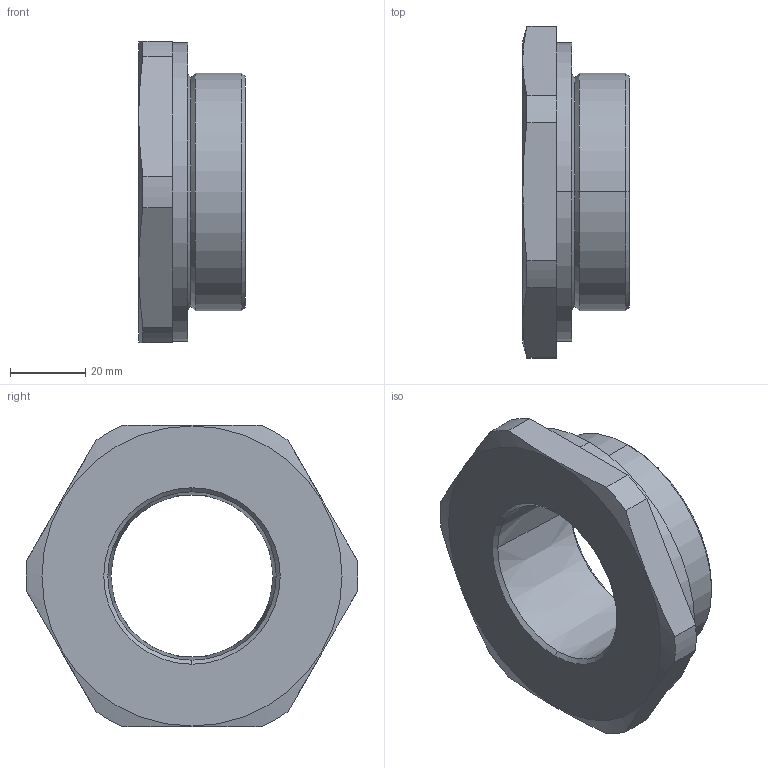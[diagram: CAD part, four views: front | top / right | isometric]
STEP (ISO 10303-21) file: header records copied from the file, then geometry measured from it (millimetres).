
FILE_DESCRIPTION (( 'STEP AP203' ), '1' );
FILE_NAME ('737DRM7T5.STEP', '2018-07-12T10:08:22', ( '' ), ( '' ), 'SwSTEP 2.0', 'SolidWorks 2017', '' );
FILE_SCHEMA (( 'CONFIG_CONTROL_DESIGN' ));
Length unit declared in the file: millimetre
Products named in the file (1): 737DRM7T5
Bounding box: 28.3 x 87.96 x 80 mm (x, y, z)
Volume: 72063.6 mm3; surface area: 18949.4 mm2
Topology: 1 solids, 1 shells, 48 faces, 112 edges, 70 vertices
Faces by surface type: cylinder 16, cone 14, plane 12, torus 6
Entity records: 1503 total; most frequent: CARTESIAN_POINT 283, DIRECTION 264, ORIENTED_EDGE 224, EDGE_CURVE 112, AXIS2_PLACEMENT_3D 111, VERTEX_POINT 70, CIRCLE 62, EDGE_LOOP 54
